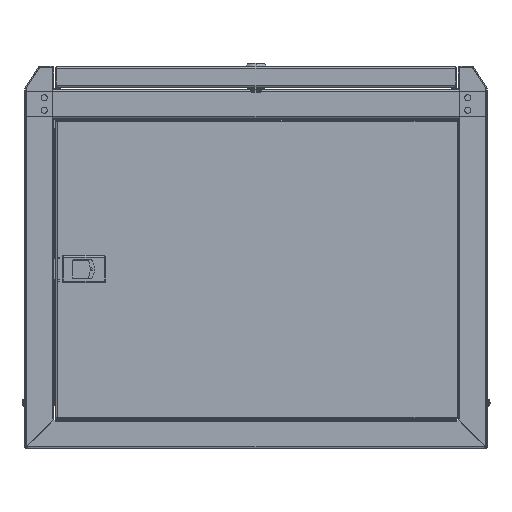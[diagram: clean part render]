
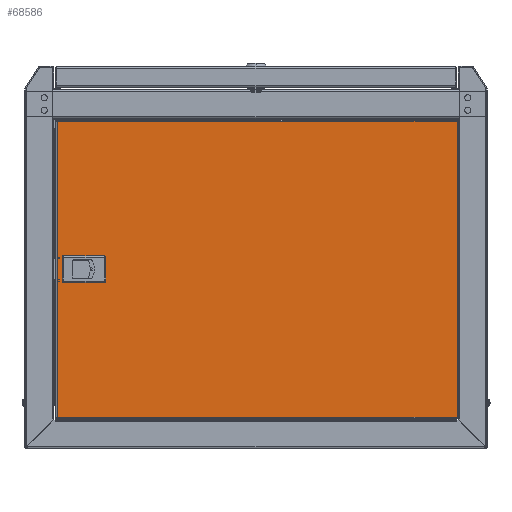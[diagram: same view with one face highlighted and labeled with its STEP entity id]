
A CAD part, left-side view. The second image highlights one B-rep face of the part: STEP entity #68586.
In plain terms, the highlighted face is planar.
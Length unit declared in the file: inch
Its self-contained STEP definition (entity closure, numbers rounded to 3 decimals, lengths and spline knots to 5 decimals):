
#18 = PLANE ( 'NONE',  #2528 ) ;
#1802 = ORIENTED_EDGE ( 'NONE', *, *, #23972, .T. ) ;
#2528 = AXIS2_PLACEMENT_3D ( 'NONE', #25604, #57079, #82674 ) ;
#4782 = EDGE_CURVE ( 'NONE', #36597, #26119, #71589, .T. ) ;
#8418 = LINE ( 'NONE', #34016, #48128 ) ;
#9905 = LINE ( 'NONE', #35495, #25470 ) ;
#12522 = CARTESIAN_POINT ( 'NONE',  ( 6.10039, 0., 0.0315 ) ) ;
#13510 = DIRECTION ( 'NONE',  ( 0., -1., 0. ) ) ;
#14039 = EDGE_CURVE ( 'NONE', #28689, #36597, #32693, .T. ) ;
#16280 = ORIENTED_EDGE ( 'NONE', *, *, #4782, .T. ) ;
#16539 = ORIENTED_EDGE ( 'NONE', *, *, #14039, .T. ) ;
#17366 = CARTESIAN_POINT ( 'NONE',  ( 0., 7.87092, 0.0315 ) ) ;
#18646 = EDGE_LOOP ( 'NONE', ( #48497, #1802, #16539, #16280 ) ) ;
#23972 = EDGE_CURVE ( 'NONE', #58352, #28689, #30355, .T. ) ;
#24151 = CARTESIAN_POINT ( 'NONE',  ( -6.10039, -8.24311, 0.0315 ) ) ;
#25470 = VECTOR ( 'NONE', #54791, 39.37008 ) ;
#25519 = CARTESIAN_POINT ( 'NONE',  ( 6.10039, -8.24311, 0.0315 ) ) ;
#25604 = CARTESIAN_POINT ( 'NONE',  ( 0., 0., 0.0315 ) ) ;
#26119 = VERTEX_POINT ( 'NONE', #60214 ) ;
#27161 = DIRECTION ( 'NONE',  ( 0., 1., 0. ) ) ;
#28689 = VERTEX_POINT ( 'NONE', #72921 ) ;
#30263 = FACE_OUTER_BOUND ( 'NONE', #53678, .T. ) ;
#30355 = LINE ( 'NONE', #17366, #44365 ) ;
#31022 = LINE ( 'NONE', #12522, #52903 ) ;
#32287 = DIRECTION ( 'NONE',  ( 0., -1., 0. ) ) ;
#32438 = VERTEX_POINT ( 'NONE', #82182 ) ;
#32693 = LINE ( 'NONE', #46070, #47253 ) ;
#33235 = ORIENTED_EDGE ( 'NONE', *, *, #50257, .T. ) ;
#34016 = CARTESIAN_POINT ( 'NONE',  ( 0., -8.24311, 0.0315 ) ) ;
#35495 = CARTESIAN_POINT ( 'NONE',  ( -0.47938, 7.07948, 0.0315 ) ) ;
#36597 = VERTEX_POINT ( 'NONE', #62713 ) ;
#39496 = VERTEX_POINT ( 'NONE', #24151 ) ;
#39583 = EDGE_CURVE ( 'NONE', #32438, #39496, #50871, .T. ) ;
#39705 = CARTESIAN_POINT ( 'NONE',  ( 0., 6.28805, 0.0315 ) ) ;
#40497 = EDGE_CURVE ( 'NONE', #48685, #42846, #31022, .T. ) ;
#42846 = VERTEX_POINT ( 'NONE', #70256 ) ;
#44365 = VECTOR ( 'NONE', #74796, 39.37008 ) ;
#44400 = CARTESIAN_POINT ( 'NONE',  ( 0., 8.22343, 0.0315 ) ) ;
#44561 = CARTESIAN_POINT ( 'NONE',  ( -6.10039, 0., 0.0315 ) ) ;
#45716 = EDGE_CURVE ( 'NONE', #39496, #48685, #8418, .T. ) ;
#46070 = CARTESIAN_POINT ( 'NONE',  ( 0.47938, 7.07948, 0.0315 ) ) ;
#47253 = VECTOR ( 'NONE', #32287, 39.37008 ) ;
#48128 = VECTOR ( 'NONE', #78866, 39.37008 ) ;
#48497 = ORIENTED_EDGE ( 'NONE', *, *, #70313, .T. ) ;
#48685 = VERTEX_POINT ( 'NONE', #25519 ) ;
#49898 = LINE ( 'NONE', #44400, #81892 ) ;
#50257 = EDGE_CURVE ( 'NONE', #42846, #32438, #49898, .T. ) ;
#50871 = LINE ( 'NONE', #44561, #66255 ) ;
#51115 = DIRECTION ( 'NONE',  ( -1., 0., 0. ) ) ;
#52903 = VECTOR ( 'NONE', #27161, 39.37008 ) ;
#53678 = EDGE_LOOP ( 'NONE', ( #33235, #76578, #82506, #59005 ) ) ;
#54791 = DIRECTION ( 'NONE',  ( 0., 1., 0. ) ) ;
#57079 = DIRECTION ( 'NONE',  ( 0., 0., 1. ) ) ;
#57480 = FACE_BOUND ( 'NONE', #18646, .T. ) ;
#58352 = VERTEX_POINT ( 'NONE', #81193 ) ;
#59005 = ORIENTED_EDGE ( 'NONE', *, *, #40497, .T. ) ;
#60214 = CARTESIAN_POINT ( 'NONE',  ( -0.47938, 6.28805, 0.0315 ) ) ;
#62713 = CARTESIAN_POINT ( 'NONE',  ( 0.47938, 6.28805, 0.0315 ) ) ;
#65305 = DIRECTION ( 'NONE',  ( -1., 0., 0. ) ) ;
#66255 = VECTOR ( 'NONE', #13510, 39.37008 ) ;
#68586 = ADVANCED_FACE ( 'NONE', ( #57480, #30263 ), #18, .T. ) ;
#70256 = CARTESIAN_POINT ( 'NONE',  ( 6.10039, 8.22343, 0.0315 ) ) ;
#70313 = EDGE_CURVE ( 'NONE', #26119, #58352, #9905, .T. ) ;
#71589 = LINE ( 'NONE', #39705, #81641 ) ;
#72921 = CARTESIAN_POINT ( 'NONE',  ( 0.47938, 7.87092, 0.0315 ) ) ;
#74796 = DIRECTION ( 'NONE',  ( 1., 0., 0. ) ) ;
#76578 = ORIENTED_EDGE ( 'NONE', *, *, #39583, .T. ) ;
#78866 = DIRECTION ( 'NONE',  ( 1., 0., 0. ) ) ;
#81193 = CARTESIAN_POINT ( 'NONE',  ( -0.47938, 7.87092, 0.0315 ) ) ;
#81641 = VECTOR ( 'NONE', #65305, 39.37008 ) ;
#81892 = VECTOR ( 'NONE', #51115, 39.37008 ) ;
#82182 = CARTESIAN_POINT ( 'NONE',  ( -6.10039, 8.22343, 0.0315 ) ) ;
#82506 = ORIENTED_EDGE ( 'NONE', *, *, #45716, .T. ) ;
#82674 = DIRECTION ( 'NONE',  ( 1., 0., 0. ) ) ;
